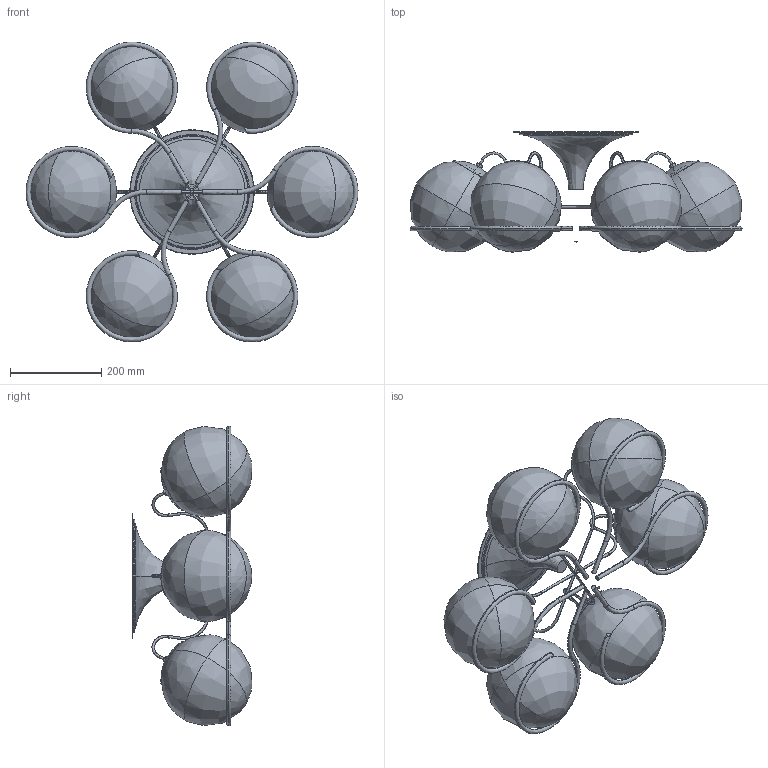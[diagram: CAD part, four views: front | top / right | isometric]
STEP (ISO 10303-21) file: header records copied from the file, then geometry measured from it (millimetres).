
FILE_DESCRIPTION(/* description */ (''),/* implementation_level */ '2;1');
FILE_NAME(/* name */ 'Model 2042:6',/* time_stamp */ '2019-05-24T11:58:07+02:00',/* author */ (''),/* organization */ (''),/* preprocessor_version */ 'ST-DEVELOPER v15',/* originating_system */ '',/* authorisation */ '');
FILE_SCHEMA (('AUTOMOTIVE_DESIGN'));
Length unit declared in the file: millimetre
Products named in the file (1): Document
Bounding box: 727.95 x 263.07 x 657.26 mm (x, y, z)
Volume: 4347996.5 mm3; surface area: 1805900.8 mm2
Topology: 32 solids, 32 shells, 349 faces, 763 edges, 447 vertices
Faces by surface type: bspline 310, plane 39
Entity records: 22872 total; most frequent: CARTESIAN_POINT 18484, ORIENTED_EDGE 1474, EDGE_CURVE 737, VERTEX_POINT 447, EDGE_LOOP 368, ADVANCED_FACE 349, FACE_OUTER_BOUND 349, B_SPLINE_CURVE_WITH_KNOTS 152
